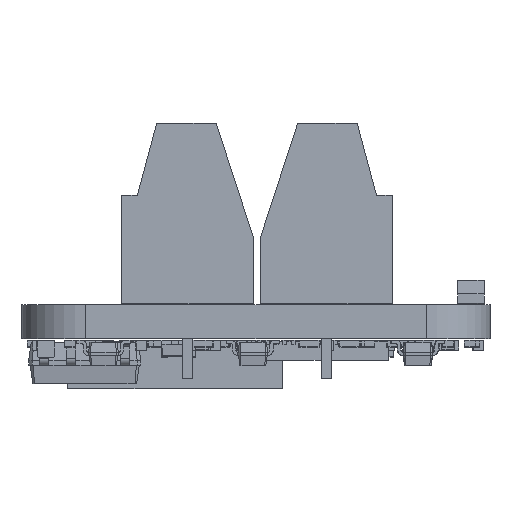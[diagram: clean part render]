
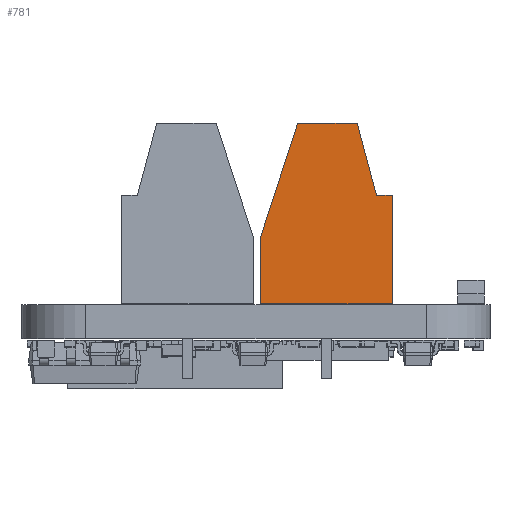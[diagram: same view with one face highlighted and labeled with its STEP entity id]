
A CAD part, front view. The second image highlights one B-rep face of the part: STEP entity #781.
In plain terms, the highlighted face is planar.
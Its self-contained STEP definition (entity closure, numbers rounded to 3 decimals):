
#375 = VERTEX_POINT('',#376);
#376 = CARTESIAN_POINT('',(-1.5,-3.1,0.));
#393 = VERTEX_POINT('',#394);
#394 = CARTESIAN_POINT('',(-1.5,3.1,0.));
#400 = EDGE_CURVE('',#375,#393,#401,.T.);
#401 = LINE('',#402,#403);
#402 = CARTESIAN_POINT('',(-1.5,-3.1,0.));
#403 = VECTOR('',#404,1.);
#404 = DIRECTION('',(0.,1.,0.));
#584 = EDGE_CURVE('',#585,#375,#587,.T.);
#585 = VERTEX_POINT('',#586);
#586 = CARTESIAN_POINT('',(-1.5,-3.1,5.1));
#587 = LINE('',#588,#589);
#588 = CARTESIAN_POINT('',(-1.5,-3.1,8.5));
#589 = VECTOR('',#590,1.);
#590 = DIRECTION('',(0.,0.,-1.));
#781 = ADVANCED_FACE('',(#782),#824,.F.);
#782 = FACE_BOUND('',#783,.F.);
#783 = EDGE_LOOP('',(#784,#792,#793,#794,#802,#810,#818));
#784 = ORIENTED_EDGE('',*,*,#785,.T.);
#785 = EDGE_CURVE('',#786,#585,#788,.T.);
#786 = VERTEX_POINT('',#787);
#787 = CARTESIAN_POINT('',(-1.5,-2.36,5.1));
#788 = LINE('',#789,#790);
#789 = CARTESIAN_POINT('',(-1.5,-2.36,5.1));
#790 = VECTOR('',#791,1.);
#791 = DIRECTION('',(0.,-1.,0.));
#792 = ORIENTED_EDGE('',*,*,#584,.T.);
#793 = ORIENTED_EDGE('',*,*,#400,.T.);
#794 = ORIENTED_EDGE('',*,*,#795,.T.);
#795 = EDGE_CURVE('',#393,#796,#798,.T.);
#796 = VERTEX_POINT('',#797);
#797 = CARTESIAN_POINT('',(-1.5,3.1,3.114));
#798 = LINE('',#799,#800);
#799 = CARTESIAN_POINT('',(-1.5,3.1,0.));
#800 = VECTOR('',#801,1.);
#801 = DIRECTION('',(0.,0.,1.));
#802 = ORIENTED_EDGE('',*,*,#803,.F.);
#803 = EDGE_CURVE('',#804,#796,#806,.T.);
#804 = VERTEX_POINT('',#805);
#805 = CARTESIAN_POINT('',(-1.5,1.35,8.5));
#806 = LINE('',#807,#808);
#807 = CARTESIAN_POINT('',(-1.5,1.35,8.5));
#808 = VECTOR('',#809,1.);
#809 = DIRECTION('',(0.,0.309,-0.951));
#810 = ORIENTED_EDGE('',*,*,#811,.T.);
#811 = EDGE_CURVE('',#804,#812,#814,.T.);
#812 = VERTEX_POINT('',#813);
#813 = CARTESIAN_POINT('',(-1.5,-1.45,8.5));
#814 = LINE('',#815,#816);
#815 = CARTESIAN_POINT('',(-1.5,3.1,8.5));
#816 = VECTOR('',#817,1.);
#817 = DIRECTION('',(0.,-1.,0.));
#818 = ORIENTED_EDGE('',*,*,#819,.T.);
#819 = EDGE_CURVE('',#812,#786,#820,.T.);
#820 = LINE('',#821,#822);
#821 = CARTESIAN_POINT('',(-1.5,-1.45,8.5));
#822 = VECTOR('',#823,1.);
#823 = DIRECTION('',(0.,-0.259,-0.966));
#824 = PLANE('',#825);
#825 = AXIS2_PLACEMENT_3D('',#826,#827,#828);
#826 = CARTESIAN_POINT('',(-1.5,0.,4.25));
#827 = DIRECTION('',(1.,0.,0.));
#828 = DIRECTION('',(0.,0.,1.));
